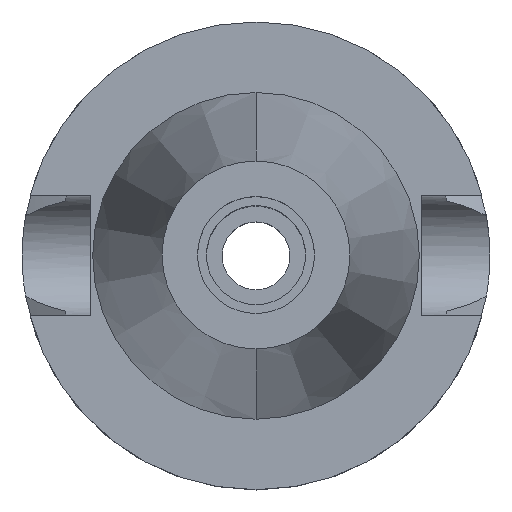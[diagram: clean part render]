
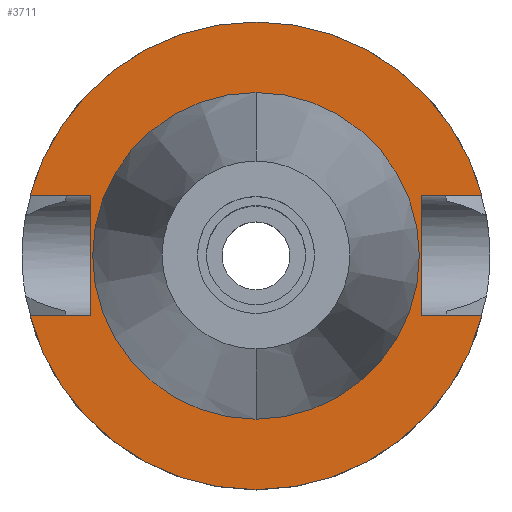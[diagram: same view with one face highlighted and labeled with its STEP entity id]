
A CAD part, top view. The second image highlights one B-rep face of the part: STEP entity #3711.
In plain terms, the highlighted planar face has unit normal (0, 0, 1).
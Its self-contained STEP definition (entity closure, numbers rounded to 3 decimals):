
#1548=DIRECTION('',(1.,0.,0.));
#1549=VECTOR('',#1548,12.921);
#1550=CARTESIAN_POINT('',(35.4,12.85,-1.5));
#1551=LINE('',#1550,#1549);
#1595=DIRECTION('',(0.,1.,0.));
#1596=VECTOR('',#1595,25.7);
#1597=CARTESIAN_POINT('',(-35.4,-12.85,-1.5));
#1598=LINE('',#1597,#1596);
#1602=DIRECTION('',(-1.,0.,0.));
#1603=VECTOR('',#1602,12.921);
#1604=CARTESIAN_POINT('',(-35.4,12.85,-1.5));
#1605=LINE('',#1604,#1603);
#1609=CARTESIAN_POINT('',(0.,0.,-1.5));
#1610=DIRECTION('',(0.,0.,-1.));
#1611=DIRECTION('',(-0.966,0.257,0.));
#1612=AXIS2_PLACEMENT_3D('',#1609,#1610,#1611);
#1617=CARTESIAN_POINT('',(0.,0.,-1.5));
#1618=DIRECTION('',(0.,0.,-1.));
#1619=DIRECTION('',(0.,1.,0.));
#1620=AXIS2_PLACEMENT_3D('',#1617,#1618,#1619);
#1625=DIRECTION('',(0.,-1.,0.));
#1626=VECTOR('',#1625,25.7);
#1627=CARTESIAN_POINT('',(35.4,12.85,-1.5));
#1628=LINE('',#1627,#1626);
#1632=DIRECTION('',(1.,0.,0.));
#1633=VECTOR('',#1632,12.921);
#1634=CARTESIAN_POINT('',(35.4,-12.85,-1.5));
#1635=LINE('',#1634,#1633);
#1639=CARTESIAN_POINT('',(0.,0.,-1.5));
#1640=DIRECTION('',(0.,0.,-1.));
#1641=DIRECTION('',(0.966,-0.257,0.));
#1642=AXIS2_PLACEMENT_3D('',#1639,#1640,#1641);
#1647=CARTESIAN_POINT('',(0.,0.,-1.5));
#1648=DIRECTION('',(0.,0.,-1.));
#1649=DIRECTION('',(0.,-1.,0.));
#1650=AXIS2_PLACEMENT_3D('',#1647,#1648,#1649);
#1655=CARTESIAN_POINT('',(0.,0.,-1.5));
#1656=DIRECTION('',(0.,0.,1.));
#1657=DIRECTION('',(0.,-1.,0.));
#1658=AXIS2_PLACEMENT_3D('',#1655,#1656,#1657);
#1663=CARTESIAN_POINT('',(0.,0.,-1.5));
#1664=DIRECTION('',(0.,0.,1.));
#1665=DIRECTION('',(0.,1.,0.));
#1666=AXIS2_PLACEMENT_3D('',#1663,#1664,#1665);
#1701=DIRECTION('',(-1.,0.,0.));
#1702=VECTOR('',#1701,12.921);
#1703=CARTESIAN_POINT('',(-35.4,-12.85,-1.5));
#1704=LINE('',#1703,#1702);
#2529=CARTESIAN_POINT('',(-35.4,-12.85,-1.5));
#2530=VERTEX_POINT('',#2529);
#2531=CARTESIAN_POINT('',(-48.321,-12.85,-1.5));
#2532=VERTEX_POINT('',#2531);
#2535=CARTESIAN_POINT('',(-35.4,12.85,-1.5));
#2536=VERTEX_POINT('',#2535);
#2537=CARTESIAN_POINT('',(-48.321,12.85,-1.5));
#2538=VERTEX_POINT('',#2537);
#2539=CARTESIAN_POINT('',(0.,50.,-1.5));
#2540=CARTESIAN_POINT('',(48.321,12.85,-1.5));
#2541=VERTEX_POINT('',#2539);
#2542=VERTEX_POINT('',#2540);
#2543=CARTESIAN_POINT('',(35.4,12.85,-1.5));
#2544=VERTEX_POINT('',#2543);
#2545=CARTESIAN_POINT('',(35.4,-12.85,-1.5));
#2546=VERTEX_POINT('',#2545);
#2547=CARTESIAN_POINT('',(48.321,-12.85,-1.5));
#2548=VERTEX_POINT('',#2547);
#2549=CARTESIAN_POINT('',(0.,-50.,-1.5));
#2550=VERTEX_POINT('',#2549);
#2551=CARTESIAN_POINT('',(0.,-34.925,-1.5));
#2552=CARTESIAN_POINT('',(0.,34.925,-1.5));
#2553=VERTEX_POINT('',#2551);
#2554=VERTEX_POINT('',#2552);
#3680=CARTESIAN_POINT('',(0.,0.,-1.5));
#3681=DIRECTION('',(0.,0.,-1.));
#3682=DIRECTION('',(0.,-1.,0.));
#3683=AXIS2_PLACEMENT_3D('',#3680,#3681,#3682);
#3684=PLANE('',#3683);
#3686=ORIENTED_EDGE('',*,*,#3685,.T.);
#3688=ORIENTED_EDGE('',*,*,#3687,.T.);
#3690=ORIENTED_EDGE('',*,*,#3689,.T.);
#3692=ORIENTED_EDGE('',*,*,#3691,.T.);
#3693=ORIENTED_EDGE('',*,*,#3656,.F.);
#3694=ORIENTED_EDGE('',*,*,#3670,.T.);
#3696=ORIENTED_EDGE('',*,*,#3695,.T.);
#3698=ORIENTED_EDGE('',*,*,#3697,.T.);
#3700=ORIENTED_EDGE('',*,*,#3699,.T.);
#3702=ORIENTED_EDGE('',*,*,#3701,.F.);
#3703=EDGE_LOOP('',(#3686,#3688,#3690,#3692,#3693,#3694,#3696,#3698,#3700,
#3702));
#3704=FACE_OUTER_BOUND('',#3703,.F.);
#3706=ORIENTED_EDGE('',*,*,#3705,.T.);
#3708=ORIENTED_EDGE('',*,*,#3707,.T.);
#3709=EDGE_LOOP('',(#3706,#3708));
#3710=FACE_BOUND('',#3709,.F.);
#1613=CIRCLE('',#1612,50.);
#1621=CIRCLE('',#1620,50.);
#1643=CIRCLE('',#1642,50.);
#1651=CIRCLE('',#1650,50.);
#1659=CIRCLE('',#1658,34.925);
#1667=CIRCLE('',#1666,34.925);
#3656=EDGE_CURVE('',#2544,#2542,#1551,.T.);
#3670=EDGE_CURVE('',#2544,#2546,#1628,.T.);
#3685=EDGE_CURVE('',#2530,#2536,#1598,.T.);
#3687=EDGE_CURVE('',#2536,#2538,#1605,.T.);
#3689=EDGE_CURVE('',#2538,#2541,#1613,.T.);
#3691=EDGE_CURVE('',#2541,#2542,#1621,.T.);
#3695=EDGE_CURVE('',#2546,#2548,#1635,.T.);
#3697=EDGE_CURVE('',#2548,#2550,#1643,.T.);
#3699=EDGE_CURVE('',#2550,#2532,#1651,.T.);
#3701=EDGE_CURVE('',#2530,#2532,#1704,.T.);
#3705=EDGE_CURVE('',#2553,#2554,#1659,.T.);
#3707=EDGE_CURVE('',#2554,#2553,#1667,.T.);
#3711=ADVANCED_FACE('',(#3704,#3710),#3684,.F.);
